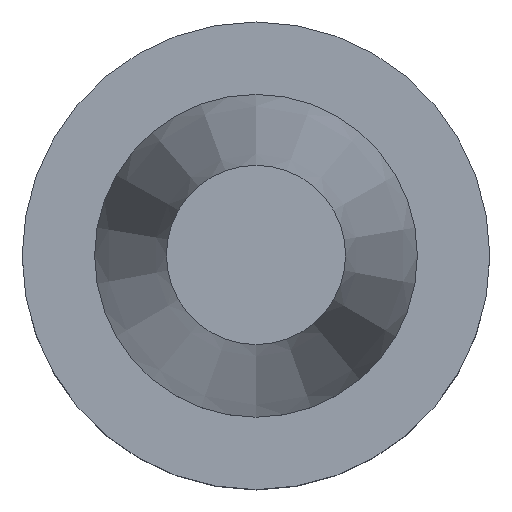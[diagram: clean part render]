
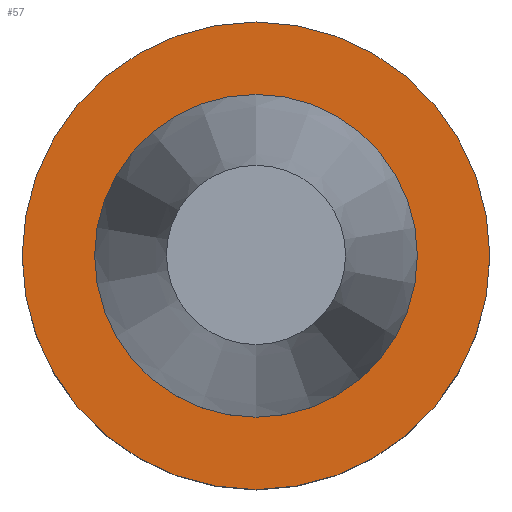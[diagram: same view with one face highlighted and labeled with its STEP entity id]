
A CAD part, top view. The second image highlights one B-rep face of the part: STEP entity #57.
In plain terms, the highlighted planar face has unit normal (0, 0, 1).
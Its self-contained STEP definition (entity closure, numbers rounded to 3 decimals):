
#57=ADVANCED_FACE('Unnamed[1]',(#154,#155),#156,.T.);
#72=EDGE_CURVE('Unnamed[1]',#177,#177,#178,.T.);
#97=EDGE_CURVE('Unnamed[1]',#216,#216,#217,.T.);
#154=FACE_OUTER_BOUND('',#287,.T.);
#155=FACE_BOUND('',#288,.T.);
#156=PLANE('',#289);
#177=VERTEX_POINT('',#315);
#178=CIRCLE('',#316,15.875);
#216=VERTEX_POINT('',#364);
#217=CIRCLE('',#365,23.0);
#287=EDGE_LOOP('',(#443));
#288=EDGE_LOOP('',(#444));
#289=AXIS2_PLACEMENT_3D('',#445,#446,#447);
#315=CARTESIAN_POINT('',(0.,15.875,-1.));
#316=AXIS2_PLACEMENT_3D('',#467,#468,#469);
#364=CARTESIAN_POINT('',(0.,23.0,-1.));
#365=AXIS2_PLACEMENT_3D('',#511,#512,#513);
#443=ORIENTED_EDGE('',*,*,#97,.F.);
#444=ORIENTED_EDGE('',*,*,#72,.T.);
#445=CARTESIAN_POINT('',(0.,19.438,-1.));
#446=DIRECTION('',(0.,0.,1.0));
#447=DIRECTION('',(0.,-1.0,0.));
#467=CARTESIAN_POINT('',(0.,0.,-1.0));
#468=DIRECTION('',(0.,0.,-1.0));
#469=DIRECTION('',(0.,1.0,0.));
#511=CARTESIAN_POINT('',(0.,0.,-1.0));
#512=DIRECTION('',(0.,0.,-1.0));
#513=DIRECTION('',(0.,1.0,0.));
